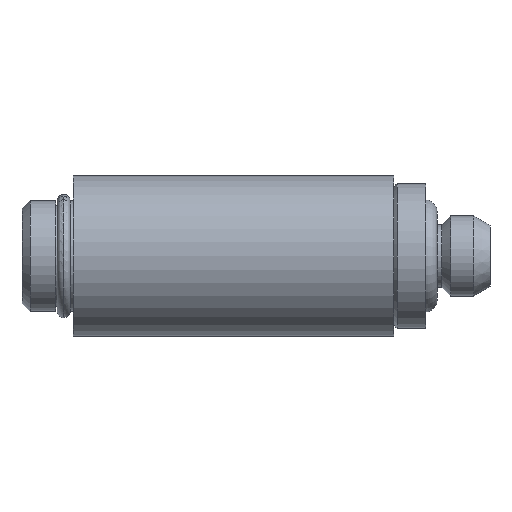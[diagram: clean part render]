
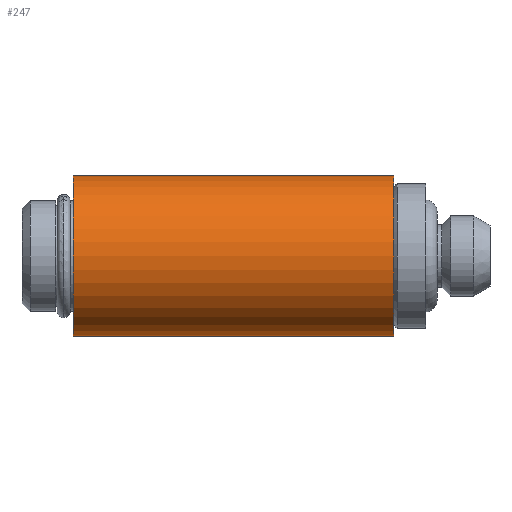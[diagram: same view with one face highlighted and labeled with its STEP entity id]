
A CAD part, left-side view. The second image highlights one B-rep face of the part: STEP entity #247.
In plain terms, the highlighted cylindrical face has radius 5 mm (diameter 10 mm), a partial arc.
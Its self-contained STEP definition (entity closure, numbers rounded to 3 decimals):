
#42 = ORIENTED_EDGE ( 'NONE', *, *, #249, .F. ) ;
#246 = EDGE_LOOP ( 'NONE', ( #312, #318, #311, #42 ) ) ;
#247 = ADVANCED_FACE ( 'NONE', ( #3648 ), #3644, .T. ) ;
#249 = EDGE_CURVE ( 'NONE', #3886, #3956, #3667, .T. ) ;
#311 = ORIENTED_EDGE ( 'NONE', *, *, #3935, .T. ) ;
#312 = ORIENTED_EDGE ( 'NONE', *, *, #3885, .F. ) ;
#313 = EDGE_CURVE ( 'NONE', #3946, #3977, #3896, .T. ) ;
#318 = ORIENTED_EDGE ( 'NONE', *, *, #313, .F. ) ;
#820 = CARTESIAN_POINT ( 'NONE',  ( 0., 26., -5. ) ) ;
#821 = DIRECTION ( 'NONE',  ( 0., 1., 0. ) ) ;
#822 = VECTOR ( 'NONE', #821, 1000. ) ;
#823 = CARTESIAN_POINT ( 'NONE',  ( 0., 24.586, -5. ) ) ;
#824 = LINE ( 'NONE', #823, #822 ) ;
#3144 = DIRECTION ( 'NONE',  ( 0., 0., 1. ) ) ;
#3186 = CARTESIAN_POINT ( 'NONE',  ( 0., 24.586, 0. ) ) ;
#3188 = DIRECTION ( 'NONE',  ( 0., 1., 0. ) ) ;
#3189 = AXIS2_PLACEMENT_3D ( 'NONE', #3186, #3188, #3144 ) ;
#3644 = CYLINDRICAL_SURFACE ( 'NONE', #3189, 5. ) ;
#3648 = FACE_OUTER_BOUND ( 'NONE', #246, .T. ) ;
#3662 = DIRECTION ( 'NONE',  ( 0., 1., 0. ) ) ;
#3667 = CIRCLE ( 'NONE', #3670, 5. ) ;
#3670 = AXIS2_PLACEMENT_3D ( 'NONE', #3694, #3662, #3695 ) ;
#3694 = CARTESIAN_POINT ( 'NONE',  ( 0., 26., 0. ) ) ;
#3695 = DIRECTION ( 'NONE',  ( 0., 0., 1. ) ) ;
#3885 = EDGE_CURVE ( 'NONE', #3977, #3886, #824, .T. ) ;
#3886 = VERTEX_POINT ( 'NONE', #820 ) ;
#3896 = CIRCLE ( 'NONE', #4003, 5. ) ;
#3935 = EDGE_CURVE ( 'NONE', #3946, #3956, #4218, .T. ) ;
#3946 = VERTEX_POINT ( 'NONE', #4211 ) ;
#3956 = VERTEX_POINT ( 'NONE', #4252 ) ;
#3977 = VERTEX_POINT ( 'NONE', #4278 ) ;
#4000 = DIRECTION ( 'NONE',  ( 0., 0., -1. ) ) ;
#4001 = DIRECTION ( 'NONE',  ( 0., -1., 0. ) ) ;
#4002 = CARTESIAN_POINT ( 'NONE',  ( 0., 6., 0. ) ) ;
#4003 = AXIS2_PLACEMENT_3D ( 'NONE', #4002, #4001, #4000 ) ;
#4211 = CARTESIAN_POINT ( 'NONE',  ( 0., 6., 5. ) ) ;
#4217 = CARTESIAN_POINT ( 'NONE',  ( 0., 24.586, 5. ) ) ;
#4218 = LINE ( 'NONE', #4217, #4225 ) ;
#4225 = VECTOR ( 'NONE', #4226, 1000. ) ;
#4226 = DIRECTION ( 'NONE',  ( 0., 1., 0. ) ) ;
#4252 = CARTESIAN_POINT ( 'NONE',  ( 0., 26., 5. ) ) ;
#4278 = CARTESIAN_POINT ( 'NONE',  ( 0., 6., -5. ) ) ;
